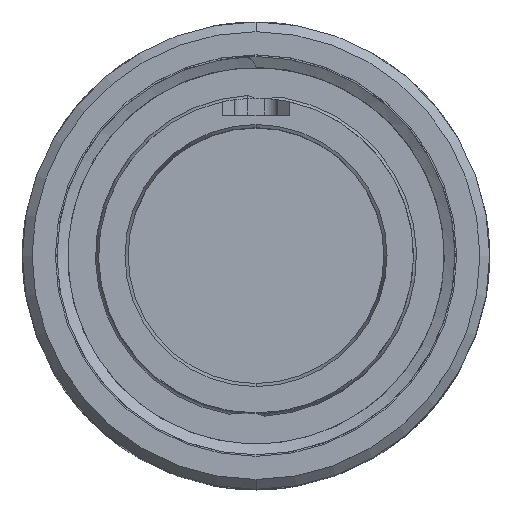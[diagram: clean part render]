
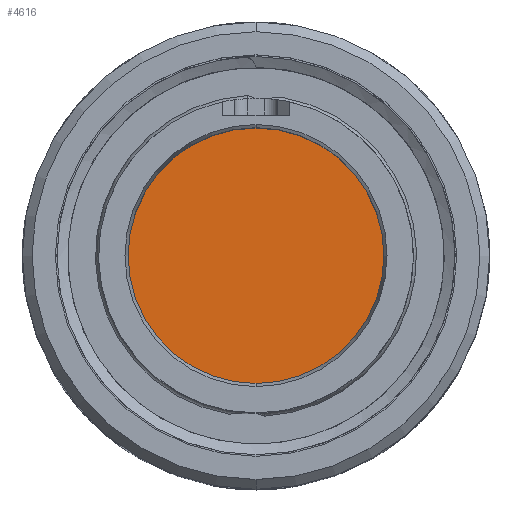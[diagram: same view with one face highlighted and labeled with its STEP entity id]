
A CAD part, top view. The second image highlights one B-rep face of the part: STEP entity #4616.
In plain terms, the highlighted planar face has unit normal (0, 0, 1).
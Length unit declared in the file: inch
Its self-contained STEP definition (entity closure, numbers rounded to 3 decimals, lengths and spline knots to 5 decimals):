
#579 = VERTEX_POINT ( 'NONE', #4582 ) ;
#700 = DIRECTION ( 'NONE',  ( -1., 0., 0. ) ) ;
#786 = DIRECTION ( 'NONE',  ( -1., 0., 0. ) ) ;
#1376 = EDGE_CURVE ( 'NONE', #5163, #579, #2645, .T. ) ;
#1440 = FACE_OUTER_BOUND ( 'NONE', #3520, .T. ) ;
#1550 = CARTESIAN_POINT ( 'NONE',  ( 0., 0., -0.541 ) ) ;
#2024 = AXIS2_PLACEMENT_3D ( 'NONE', #1550, #5216, #700 ) ;
#2048 = AXIS2_PLACEMENT_3D ( 'NONE', #3223, #4876, #786 ) ;
#2325 = CARTESIAN_POINT ( 'NONE',  ( 0., -0.325, -0.541 ) ) ;
#2645 = CIRCLE ( 'NONE', #2048, 0.325 ) ;
#2718 = AXIS2_PLACEMENT_3D ( 'NONE', #4625, #3876, #5031 ) ;
#2922 = ORIENTED_EDGE ( 'NONE', *, *, #1376, .T. ) ;
#2971 = CIRCLE ( 'NONE', #2024, 0.325 ) ;
#3223 = CARTESIAN_POINT ( 'NONE',  ( 0., 0., -0.541 ) ) ;
#3520 = EDGE_LOOP ( 'NONE', ( #2922, #4171 ) ) ;
#3876 = DIRECTION ( 'NONE',  ( 0., 0., -1. ) ) ;
#4171 = ORIENTED_EDGE ( 'NONE', *, *, #4971, .T. ) ;
#4582 = CARTESIAN_POINT ( 'NONE',  ( 0., 0.325, -0.541 ) ) ;
#4601 = PLANE ( 'NONE',  #2718 ) ;
#4616 = ADVANCED_FACE ( 'NONE', ( #1440 ), #4601, .F. ) ;
#4625 = CARTESIAN_POINT ( 'NONE',  ( 0., 0., -0.541 ) ) ;
#4876 = DIRECTION ( 'NONE',  ( 0., 0., 1. ) ) ;
#4971 = EDGE_CURVE ( 'NONE', #579, #5163, #2971, .T. ) ;
#5031 = DIRECTION ( 'NONE',  ( -1., 0., 0. ) ) ;
#5163 = VERTEX_POINT ( 'NONE', #2325 ) ;
#5216 = DIRECTION ( 'NONE',  ( 0., 0., 1. ) ) ;
